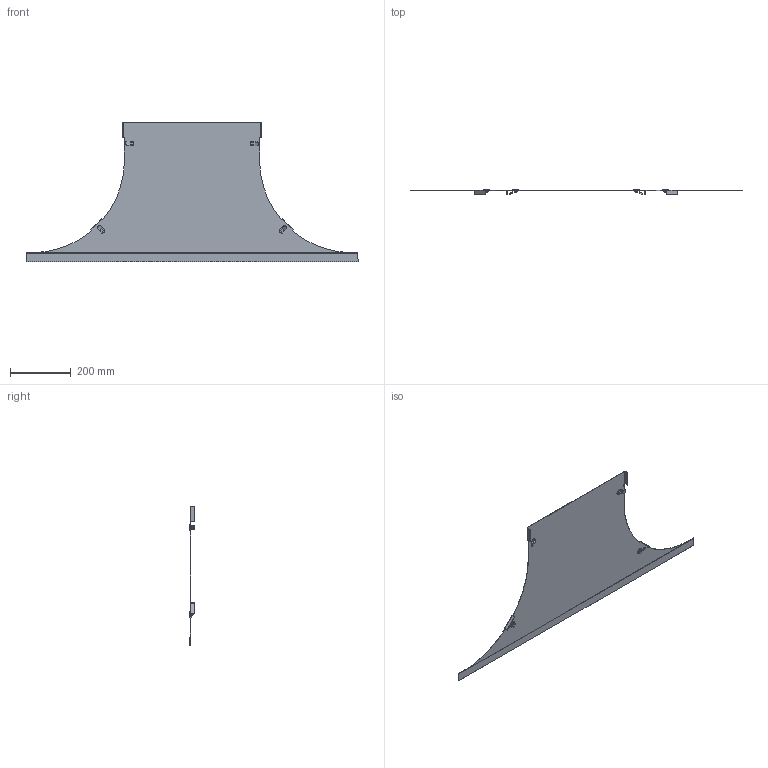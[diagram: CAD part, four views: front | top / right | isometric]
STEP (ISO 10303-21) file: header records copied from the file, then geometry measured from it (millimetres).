
FILE_DESCRIPTION (( 'STEP AP214' ), '1' );
FILE_NAME ('6226336.stp', '2017-03-27T12:58:56', ( '' ), ( '' ), 'SwSTEP 2.0', 'SolidWorks 2016', '' );
FILE_SCHEMA (( 'AUTOMOTIVE_DESIGN' ));
Length unit declared in the file: millimetre
Products named in the file (5): 6226336; 088303_450_FT; KTS 08.082-005_Standard; KTS 08.081-003_Standard; KTS 08.080-022_Standard
Assembly tree (7 placements, depth 3):
  6226336
    088303_450_FT
    KTS 08.080-022_Standard  x4
      KTS 08.082-005_Standard
      KTS 08.081-003_Standard
Bounding box: 1090 x 16.98 x 458 mm (x, y, z)
Volume: 339557.2 mm3; surface area: 543662 mm2
Topology: 9 solids, 9 shells, 260 faces, 654 edges, 428 vertices
Faces by surface type: plane 164, cylinder 60, torus 16, bspline 12, cone 8
Entity records: 3895 total; most frequent: CARTESIAN_POINT 747, ORIENTED_EDGE 624, DIRECTION 606, EDGE_CURVE 312, LINE 242, VECTOR 242, VERTEX_POINT 206, AXIS2_PLACEMENT_3D 182
